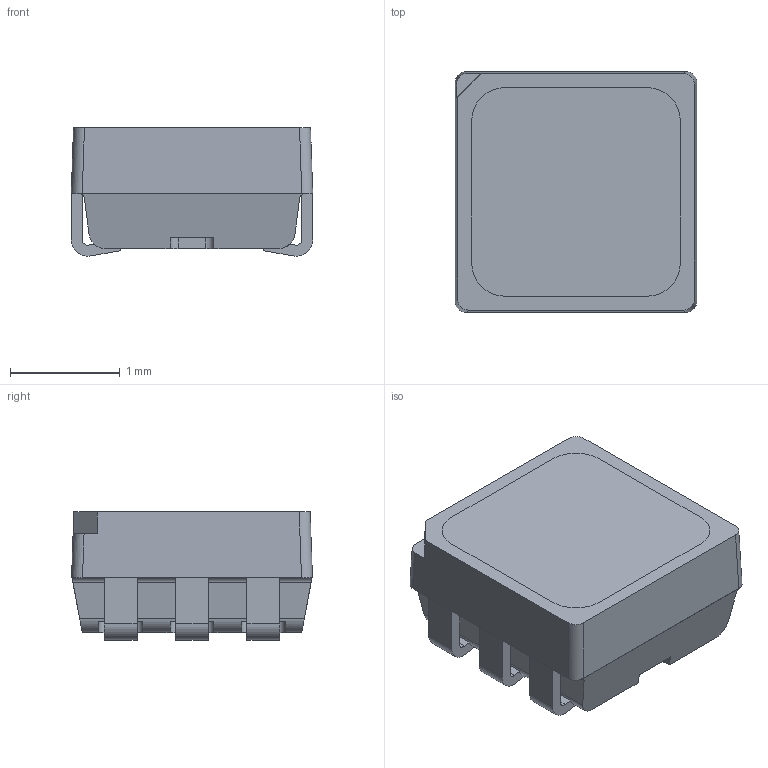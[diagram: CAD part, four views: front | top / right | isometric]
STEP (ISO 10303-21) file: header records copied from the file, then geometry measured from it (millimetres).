
FILE_DESCRIPTION(/* description */ ('Unknown'),/* implementation_level */ '2;1');
FILE_NAME(/* name */ '1312121320437',/* time_stamp */ '2022-04-27T16:07:09+02:00',/* author */ ('Unknown'),/* organization */ ('Unknown'),/* preprocessor_version */ 'ST-DEVELOPER v16.7',/* originating_system */ 'Solid Edge',/* authorisation */ 'Unknown');
FILE_SCHEMA (('AUTOMOTIVE_DESIGN {1 0 10303 214 3 1 1}'));
Length unit declared in the file: millimetre
Products named in the file (4): 1312121320437; Body; Pins; Dome
Assembly tree (3 placements, depth 2):
  1312121320437
    Body
    Pins
    Dome
Bounding box: 2.2 x 2.2 x 1.17 mm (x, y, z)
Volume: 4.9 mm3; surface area: 36.3 mm2
Topology: 8 solids, 8 shells, 232 faces, 574 edges, 380 vertices
Faces by surface type: plane 162, cylinder 57, bspline 13
Full cylindrical faces by diameter (mm): 0.03 x12, 0.55 x1
Entity records: 8577 total; most frequent: CARTESIAN_POINT 1771, DIRECTION 1138, ORIENTED_EDGE 1108, EDGE_CURVE 554, LINE 384, VECTOR 384, VERTEX_POINT 380, AXIS2_PLACEMENT_3D 377
